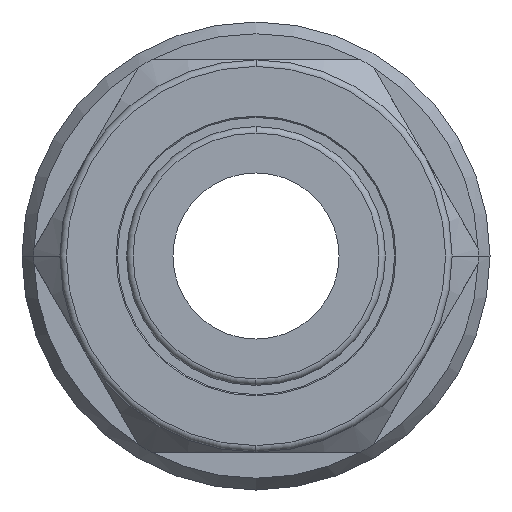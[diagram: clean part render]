
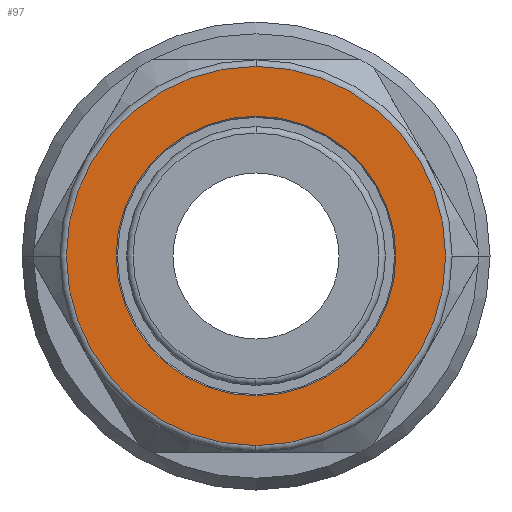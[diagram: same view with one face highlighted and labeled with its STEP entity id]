
A CAD part, left-side view. The second image highlights one B-rep face of the part: STEP entity #97.
In plain terms, the highlighted planar face has unit normal (-1, 0, 0).
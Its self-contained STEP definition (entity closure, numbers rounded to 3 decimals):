
#97=ADVANCED_FACE('',(#245,#246),#247,.T.);
#245=FACE_BOUND('',#483,.T.);
#246=FACE_OUTER_BOUND('',#484,.T.);
#247=PLANE('',#485);
#483=EDGE_LOOP('',(#895,#896));
#484=EDGE_LOOP('',(#897,#898,#899));
#485=AXIS2_PLACEMENT_3D('',#900,#901,#902);
#895=ORIENTED_EDGE('',*,*,#1592,.F.);
#896=ORIENTED_EDGE('',*,*,#1591,.F.);
#897=ORIENTED_EDGE('',*,*,#1570,.T.);
#898=ORIENTED_EDGE('',*,*,#1611,.T.);
#899=ORIENTED_EDGE('',*,*,#1571,.T.);
#900=CARTESIAN_POINT('',(-25.35,6.3,0.));
#901=DIRECTION('',(-1.0,0.0,0.));
#902=DIRECTION('',(0.0,1.0,0.0));
#1570=EDGE_CURVE('',#1883,#1881,#1884,.T.);
#1571=EDGE_CURVE('',#1875,#1883,#1885,.T.);
#1591=EDGE_CURVE('',#1917,#1913,#1919,.T.);
#1592=EDGE_CURVE('',#1913,#1917,#1920,.T.);
#1611=EDGE_CURVE('',#1881,#1875,#1944,.T.);
#1875=VERTEX_POINT('',#2325);
#1881=VERTEX_POINT('',#2331);
#1883=VERTEX_POINT('',#2333);
#1884=CIRCLE('',#2334,7.25);
#1885=CIRCLE('',#2335,7.25);
#1913=VERTEX_POINT('',#2367);
#1917=VERTEX_POINT('',#2372);
#1919=CIRCLE('',#2375,5.35);
#1920=CIRCLE('',#2376,5.35);
#1944=CIRCLE('',#2406,7.25);
#2325=CARTESIAN_POINT('',(-25.35,0.,7.25));
#2331=CARTESIAN_POINT('',(-25.35,0.,-7.25));
#2333=CARTESIAN_POINT('',(-25.35,7.25,0.));
#2334=AXIS2_PLACEMENT_3D('',#3044,#3045,#3046);
#2335=AXIS2_PLACEMENT_3D('',#3047,#3048,#3049);
#2367=CARTESIAN_POINT('',(-25.35,5.35,0.));
#2372=CARTESIAN_POINT('',(-25.35,-5.35,0.));
#2375=AXIS2_PLACEMENT_3D('',#3095,#3096,#3097);
#2376=AXIS2_PLACEMENT_3D('',#3098,#3099,#3100);
#2406=AXIS2_PLACEMENT_3D('',#3143,#3144,#3145);
#3044=CARTESIAN_POINT('',(-25.35,0.0,0.));
#3045=DIRECTION('',(-1.0,0.0,0.));
#3046=DIRECTION('',(0.0,1.0,0.0));
#3047=CARTESIAN_POINT('',(-25.35,0.0,0.));
#3048=DIRECTION('',(-1.0,0.0,0.));
#3049=DIRECTION('',(0.0,1.0,0.0));
#3095=CARTESIAN_POINT('',(-25.35,0.0,0.));
#3096=DIRECTION('',(-1.0,0.0,0.));
#3097=DIRECTION('',(0.0,1.0,0.0));
#3098=CARTESIAN_POINT('',(-25.35,0.0,0.));
#3099=DIRECTION('',(-1.0,0.0,0.));
#3100=DIRECTION('',(0.0,1.0,0.0));
#3143=CARTESIAN_POINT('',(-25.35,0.0,0.));
#3144=DIRECTION('',(-1.0,0.0,0.));
#3145=DIRECTION('',(0.0,1.0,0.0));
